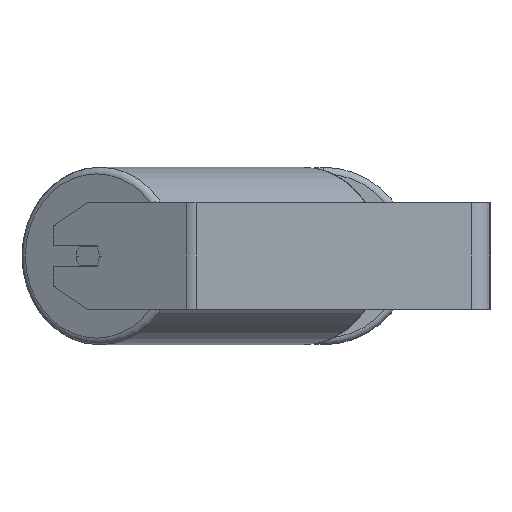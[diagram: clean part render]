
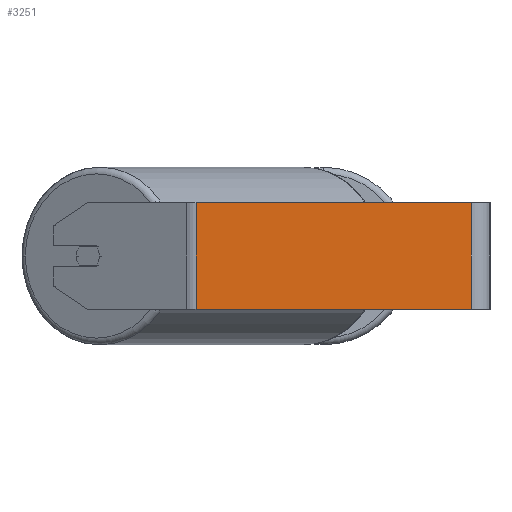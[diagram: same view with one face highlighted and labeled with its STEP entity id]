
A CAD part, left-side view. The second image highlights one B-rep face of the part: STEP entity #3251.
In plain terms, the highlighted planar face has unit normal (-1, 0, 0).
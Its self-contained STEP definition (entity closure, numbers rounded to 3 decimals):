
#104 = ORIENTED_EDGE ( 'NONE', *, *, #6276, .F. ) ;
#251 = DIRECTION ( 'NONE',  ( 0., 0., -1. ) ) ;
#339 = FACE_OUTER_BOUND ( 'NONE', #3566, .T. ) ;
#760 = LINE ( 'NONE', #8106, #4101 ) ;
#818 = LINE ( 'NONE', #3571, #2571 ) ;
#883 = EDGE_CURVE ( 'NONE', #3335, #6568, #2915, .T. ) ;
#1038 = VECTOR ( 'NONE', #2411, 1000. ) ;
#1152 = CARTESIAN_POINT ( 'NONE',  ( -525., 220.165, 40. ) ) ;
#1290 = ORIENTED_EDGE ( 'NONE', *, *, #3959, .F. ) ;
#1310 = CARTESIAN_POINT ( 'NONE',  ( -525., 14., -40. ) ) ;
#2053 = DIRECTION ( 'NONE',  ( 0., -1., 0. ) ) ;
#2411 = DIRECTION ( 'NONE',  ( 0., -1., 0. ) ) ;
#2416 = CARTESIAN_POINT ( 'NONE',  ( -525., 223.916, 40. ) ) ;
#2571 = VECTOR ( 'NONE', #251, 1000. ) ;
#2753 = CARTESIAN_POINT ( 'NONE',  ( -525., 220.165, 40. ) ) ;
#2915 = LINE ( 'NONE', #4271, #1038 ) ;
#2929 = ORIENTED_EDGE ( 'NONE', *, *, #7337, .T. ) ;
#2973 = AXIS2_PLACEMENT_3D ( 'NONE', #2416, #5772, #3130 ) ;
#3130 = DIRECTION ( 'NONE',  ( 0., 0., -1. ) ) ;
#3251 = ADVANCED_FACE ( 'NONE', ( #339 ), #8398, .F. ) ;
#3335 = VERTEX_POINT ( 'NONE', #7886 ) ;
#3566 = EDGE_LOOP ( 'NONE', ( #5228, #104, #1290, #2929 ) ) ;
#3571 = CARTESIAN_POINT ( 'NONE',  ( -525., 14., 40. ) ) ;
#3893 = LINE ( 'NONE', #1152, #6247 ) ;
#3959 = EDGE_CURVE ( 'NONE', #7546, #6390, #760, .T. ) ;
#4101 = VECTOR ( 'NONE', #2053, 1000. ) ;
#4271 = CARTESIAN_POINT ( 'NONE',  ( -525., 223.916, -40. ) ) ;
#4690 = DIRECTION ( 'NONE',  ( 0., 0., -1. ) ) ;
#5228 = ORIENTED_EDGE ( 'NONE', *, *, #883, .T. ) ;
#5772 = DIRECTION ( 'NONE',  ( 1., 0., 0. ) ) ;
#6247 = VECTOR ( 'NONE', #4690, 1000. ) ;
#6276 = EDGE_CURVE ( 'NONE', #6390, #6568, #818, .T. ) ;
#6390 = VERTEX_POINT ( 'NONE', #8208 ) ;
#6568 = VERTEX_POINT ( 'NONE', #1310 ) ;
#7337 = EDGE_CURVE ( 'NONE', #7546, #3335, #3893, .T. ) ;
#7546 = VERTEX_POINT ( 'NONE', #2753 ) ;
#7886 = CARTESIAN_POINT ( 'NONE',  ( -525., 220.165, -40. ) ) ;
#8106 = CARTESIAN_POINT ( 'NONE',  ( -525., 223.916, 40. ) ) ;
#8208 = CARTESIAN_POINT ( 'NONE',  ( -525., 14., 40. ) ) ;
#8398 = PLANE ( 'NONE',  #2973 ) ;
